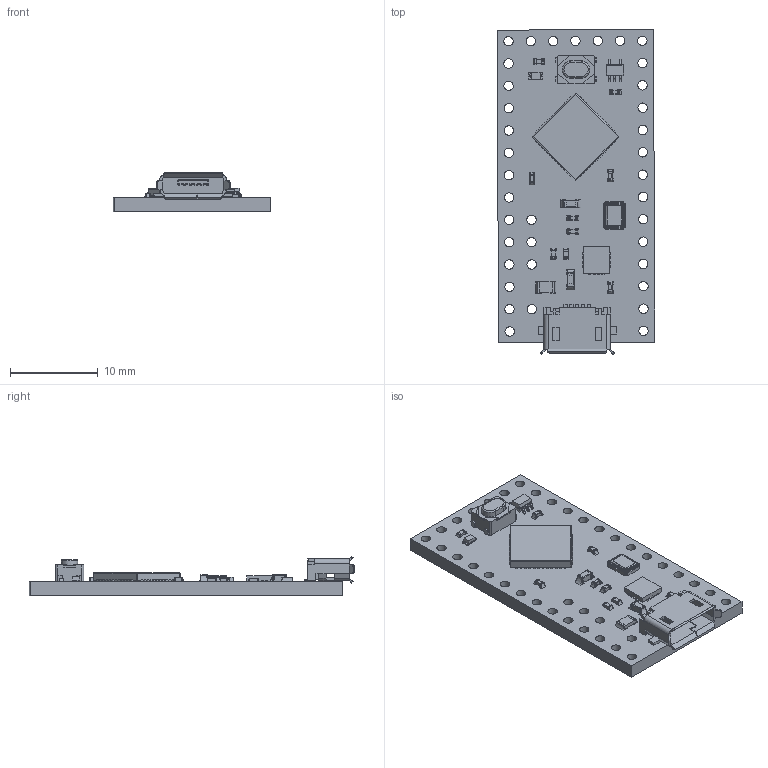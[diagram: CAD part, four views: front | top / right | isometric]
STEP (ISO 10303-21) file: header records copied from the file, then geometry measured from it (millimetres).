
FILE_DESCRIPTION(/* description */ (''),/* implementation_level */ '2;1');
FILE_NAME(/* name */ '4957d273-1d07-4c4d-8cda-087f23b947e8.stp',/* time_stamp */ '2016-09-30T12:31:49+00:00',/* author */ (''),/* organization */ (''),/* preprocessor_version */ 'ST-DEVELOPER v16.5',/* originating_system */ 'Autodesk Translation Framework v5.1.0.2740',/* authorisation */ '');
FILE_SCHEMA (('AUTOMOTIVE_DESIGN { 1 0 10303 214 3 1 1 }'));
Length unit declared in the file: centimetre
Products named in the file (28): Teensy_lc v8; board; micro_usb (1); #42433; micro_usb_plastic (1); micro_usb_shell (1); qfp16 v2; Component21; lead; cap0603_03 v3; diode_0402 v1; crystal_dfn4 v8; Component38; Component39; Component40; Component41; smt_tactile_button_2 v2; Component43; Component44; Component45; Component46; qfn48 v2; cap0402 v2; resistor_0805 v2; smt_led_0603 v2; sop23 v2; package; lead (1)
Assembly tree (40 placements, depth 3):
  Teensy_lc v8
    board
    micro_usb (1)
      #42433  x5
      micro_usb_plastic (1)
      micro_usb_shell (1)
    qfp16 v2
      Component21
      lead
    diode_0402 v1  x4
    cap0603_03 v3  x2
    crystal_dfn4 v8
      Component38
      Component39
      Component40
      Component41
    smt_tactile_button_2 v2
      Component43
      Component44
      Component45
      Component46
    qfn48 v2
    cap0402 v2  x6
    resistor_0805 v2
    smt_led_0603 v2
    sop23 v2
      package
      lead (1)
Bounding box: 17.93 x 36.98 x 4.49 mm (x, y, z)
Volume: 1084.5 mm3; surface area: 2303.1 mm2
Topology: 140 solids, 140 shells, 2162 faces, 5031 edges, 3127 vertices
Faces by surface type: plane 1235, cylinder 590, bspline 189, sphere 140, torus 6, cone 2
Full cylindrical faces by diameter (mm): 1.065 x37
Entity records: 42572 total; most frequent: CARTESIAN_POINT 10703, DIRECTION 6359, ORIENTED_EDGE 6292, EDGE_CURVE 3146, LINE 2437, VECTOR 2437, VERTEX_POINT 2037, AXIS2_PLACEMENT_3D 1961
